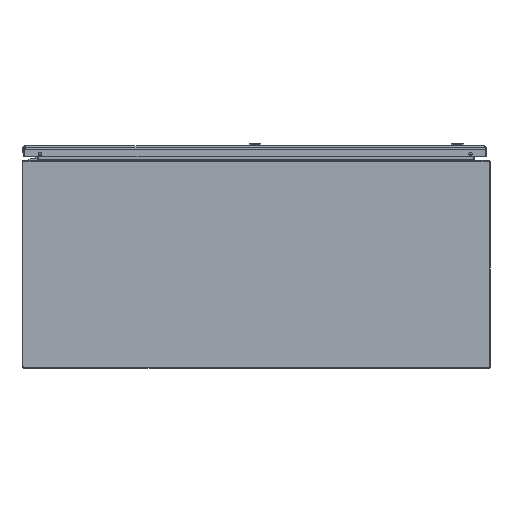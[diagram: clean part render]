
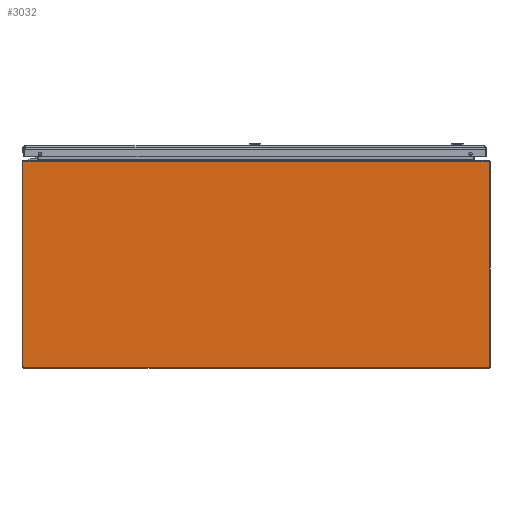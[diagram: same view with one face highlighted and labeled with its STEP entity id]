
A CAD part, front view. The second image highlights one B-rep face of the part: STEP entity #3032.
In plain terms, the highlighted planar face has unit normal (0, -1, 0).
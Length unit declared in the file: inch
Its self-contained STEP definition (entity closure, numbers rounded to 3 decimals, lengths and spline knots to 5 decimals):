
#1076 = DIRECTION ( 'NONE',  ( 0., -1., 0. ) ) ;
#1818 = ORIENTED_EDGE ( 'NONE', *, *, #34757, .T. ) ;
#3032 = ADVANCED_FACE ( 'NONE', ( #113502 ), #49249, .T. ) ;
#4044 = CARTESIAN_POINT ( 'NONE',  ( -16.81836, -36., 7.91 ) ) ;
#4267 = VERTEX_POINT ( 'NONE', #52865 ) ;
#6458 = CARTESIAN_POINT ( 'NONE',  ( 17.907, -36., -7.937 ) ) ;
#11858 = CIRCLE ( 'NONE', #138241, 0.08 ) ;
#13018 = CARTESIAN_POINT ( 'NONE',  ( 16.82312, -36., 7.937 ) ) ;
#13703 = VERTEX_POINT ( 'NONE', #165476 ) ;
#13881 = ORIENTED_EDGE ( 'NONE', *, *, #78525, .T. ) ;
#14328 = CARTESIAN_POINT ( 'NONE',  ( -17.907, -36., -7.937 ) ) ;
#14393 = CARTESIAN_POINT ( 'NONE',  ( 16.81836, -36., 7.91 ) ) ;
#15415 = DIRECTION ( 'NONE',  ( 1., 0., 0. ) ) ;
#16716 = DIRECTION ( 'NONE',  ( 0., 0., -1. ) ) ;
#17412 = DIRECTION ( 'NONE',  ( -1., 0., 0. ) ) ;
#17758 = VERTEX_POINT ( 'NONE', #6458 ) ;
#20177 = ORIENTED_EDGE ( 'NONE', *, *, #79555, .F. ) ;
#20335 = CARTESIAN_POINT ( 'NONE',  ( 16.8136, -36., 7.883 ) ) ;
#21000 = VECTOR ( 'NONE', #198853, 39.37008 ) ;
#23707 = VERTEX_POINT ( 'NONE', #13018 ) ;
#24581 = CIRCLE ( 'NONE', #113522, 0.08 ) ;
#30005 = VERTEX_POINT ( 'NONE', #108593 ) ;
#30024 = ORIENTED_EDGE ( 'NONE', *, *, #104525, .T. ) ;
#30247 = ORIENTED_EDGE ( 'NONE', *, *, #48443, .T. ) ;
#33611 = LINE ( 'NONE', #14393, #86385 ) ;
#34757 = EDGE_CURVE ( 'NONE', #147064, #13703, #40006, .T. ) ;
#36737 = CARTESIAN_POINT ( 'NONE',  ( -16.80579, -36., 7.883 ) ) ;
#40006 = LINE ( 'NONE', #153490, #181358 ) ;
#41036 = VERTEX_POINT ( 'NONE', #67647 ) ;
#41182 = EDGE_CURVE ( 'NONE', #147064, #133702, #194627, .T. ) ;
#42562 = CARTESIAN_POINT ( 'NONE',  ( -16.82312, -36., 7.937 ) ) ;
#46187 = DIRECTION ( 'NONE',  ( -1., 0., 0. ) ) ;
#48443 = EDGE_CURVE ( 'NONE', #85810, #17758, #146010, .T. ) ;
#49249 = PLANE ( 'NONE',  #169264 ) ;
#50522 = ORIENTED_EDGE ( 'NONE', *, *, #41182, .F. ) ;
#51713 = CARTESIAN_POINT ( 'NONE',  ( -17.937, -36., 7.857 ) ) ;
#52865 = CARTESIAN_POINT ( 'NONE',  ( -16.798, -36., 7.883 ) ) ;
#54161 = ORIENTED_EDGE ( 'NONE', *, *, #63479, .F. ) ;
#57366 = LINE ( 'NONE', #106610, #169284 ) ;
#57454 = DIRECTION ( 'NONE',  ( 0., 0., -1. ) ) ;
#58409 = VERTEX_POINT ( 'NONE', #164234 ) ;
#59590 = CARTESIAN_POINT ( 'NONE',  ( -17.857, -36., 7.857 ) ) ;
#60363 = ORIENTED_EDGE ( 'NONE', *, *, #186700, .T. ) ;
#60696 = LINE ( 'NONE', #74632, #85604 ) ;
#61925 = DIRECTION ( 'NONE',  ( 0., 1., 0. ) ) ;
#63479 = EDGE_CURVE ( 'NONE', #85810, #162345, #82652, .T. ) ;
#64385 = CARTESIAN_POINT ( 'NONE',  ( 16.80579, -36., 7.883 ) ) ;
#64734 = CARTESIAN_POINT ( 'NONE',  ( -17.937, -36., 0. ) ) ;
#67647 = CARTESIAN_POINT ( 'NONE',  ( 16.798, -36., 7.883 ) ) ;
#74632 = CARTESIAN_POINT ( 'NONE',  ( 0., -36., 7.883 ) ) ;
#77519 = DIRECTION ( 'NONE',  ( 0., 0., -1. ) ) ;
#78525 = EDGE_CURVE ( 'NONE', #102681, #162345, #211358, .T. ) ;
#79555 = EDGE_CURVE ( 'NONE', #155092, #17758, #142218, .T. ) ;
#81482 = LINE ( 'NONE', #64385, #170608 ) ;
#81643 = LINE ( 'NONE', #199327, #151644 ) ;
#82652 = CIRCLE ( 'NONE', #99549, 0.03 ) ;
#82950 = ORIENTED_EDGE ( 'NONE', *, *, #130214, .T. ) ;
#85604 = VECTOR ( 'NONE', #156004, 39.37008 ) ;
#85810 = VERTEX_POINT ( 'NONE', #14328 ) ;
#86304 = EDGE_CURVE ( 'NONE', #95826, #41036, #81482, .T. ) ;
#86385 = VECTOR ( 'NONE', #97850, 39.37008 ) ;
#89554 = EDGE_CURVE ( 'NONE', #133702, #4267, #183400, .T. ) ;
#92169 = ORIENTED_EDGE ( 'NONE', *, *, #208913, .T. ) ;
#95826 = VERTEX_POINT ( 'NONE', #20335 ) ;
#97850 = DIRECTION ( 'NONE',  ( -0.174, 0., -0.985 ) ) ;
#99549 = AXIS2_PLACEMENT_3D ( 'NONE', #110991, #145203, #16716 ) ;
#99717 = CARTESIAN_POINT ( 'NONE',  ( -16.8136, -36., 7.883 ) ) ;
#102681 = VERTEX_POINT ( 'NONE', #51713 ) ;
#103357 = EDGE_LOOP ( 'NONE', ( #1818, #30024, #13881, #54161, #30247, #20177, #182480, #60363, #208800, #92169, #148477, #82950, #191418, #50522 ) ) ;
#104525 = EDGE_CURVE ( 'NONE', #13703, #102681, #11858, .T. ) ;
#106314 = VECTOR ( 'NONE', #15415, 39.37008 ) ;
#106610 = CARTESIAN_POINT ( 'NONE',  ( 17.937, -36., 0. ) ) ;
#108593 = CARTESIAN_POINT ( 'NONE',  ( 17.937, -36., 7.857 ) ) ;
#110991 = CARTESIAN_POINT ( 'NONE',  ( -17.907, -36., -7.907 ) ) ;
#111546 = AXIS2_PLACEMENT_3D ( 'NONE', #159333, #61925, #144312 ) ;
#111744 = CARTESIAN_POINT ( 'NONE',  ( 17.857, -36., 7.857 ) ) ;
#113502 = FACE_OUTER_BOUND ( 'NONE', #103357, .T. ) ;
#113522 = AXIS2_PLACEMENT_3D ( 'NONE', #111744, #196231, #77519 ) ;
#114578 = CARTESIAN_POINT ( 'NONE',  ( 0., -36., 0. ) ) ;
#118157 = CARTESIAN_POINT ( 'NONE',  ( 0., -36., -7.937 ) ) ;
#121736 = DIRECTION ( 'NONE',  ( 0., -1., 0. ) ) ;
#129978 = DIRECTION ( 'NONE',  ( 1., 0., 0. ) ) ;
#130214 = EDGE_CURVE ( 'NONE', #41036, #4267, #60696, .T. ) ;
#131882 = VECTOR ( 'NONE', #210305, 39.37008 ) ;
#133702 = VERTEX_POINT ( 'NONE', #99717 ) ;
#134047 = VECTOR ( 'NONE', #129978, 39.37008 ) ;
#135671 = EDGE_CURVE ( 'NONE', #155092, #30005, #57366, .T. ) ;
#138241 = AXIS2_PLACEMENT_3D ( 'NONE', #59590, #121736, #57454 ) ;
#138916 = CARTESIAN_POINT ( 'NONE',  ( -17.937, -36., -7.907 ) ) ;
#142218 = CIRCLE ( 'NONE', #111546, 0.03 ) ;
#144312 = DIRECTION ( 'NONE',  ( 0., 0., -1. ) ) ;
#145203 = DIRECTION ( 'NONE',  ( 0., 1., 0. ) ) ;
#146010 = LINE ( 'NONE', #118157, #134047 ) ;
#147064 = VERTEX_POINT ( 'NONE', #42562 ) ;
#148477 = ORIENTED_EDGE ( 'NONE', *, *, #86304, .T. ) ;
#151644 = VECTOR ( 'NONE', #17412, 39.37008 ) ;
#153490 = CARTESIAN_POINT ( 'NONE',  ( 0., -36., 7.937 ) ) ;
#155092 = VERTEX_POINT ( 'NONE', #186841 ) ;
#156004 = DIRECTION ( 'NONE',  ( -1., 0., 0. ) ) ;
#159333 = CARTESIAN_POINT ( 'NONE',  ( 17.907, -36., -7.907 ) ) ;
#162345 = VERTEX_POINT ( 'NONE', #138916 ) ;
#164234 = CARTESIAN_POINT ( 'NONE',  ( 17.857, -36., 7.937 ) ) ;
#164809 = DIRECTION ( 'NONE',  ( 0., 0., -1. ) ) ;
#165476 = CARTESIAN_POINT ( 'NONE',  ( -17.857, -36., 7.937 ) ) ;
#169264 = AXIS2_PLACEMENT_3D ( 'NONE', #114578, #1076, #164809 ) ;
#169284 = VECTOR ( 'NONE', #200832, 39.37008 ) ;
#170608 = VECTOR ( 'NONE', #46187, 39.37008 ) ;
#171641 = DIRECTION ( 'NONE',  ( -1., 0., 0. ) ) ;
#181358 = VECTOR ( 'NONE', #171641, 39.37008 ) ;
#182480 = ORIENTED_EDGE ( 'NONE', *, *, #135671, .T. ) ;
#183400 = LINE ( 'NONE', #36737, #106314 ) ;
#186700 = EDGE_CURVE ( 'NONE', #30005, #58409, #24581, .T. ) ;
#186841 = CARTESIAN_POINT ( 'NONE',  ( 17.937, -36., -7.907 ) ) ;
#191418 = ORIENTED_EDGE ( 'NONE', *, *, #89554, .F. ) ;
#194627 = LINE ( 'NONE', #4044, #21000 ) ;
#196231 = DIRECTION ( 'NONE',  ( 0., -1., 0. ) ) ;
#198853 = DIRECTION ( 'NONE',  ( 0.174, 0., -0.985 ) ) ;
#199327 = CARTESIAN_POINT ( 'NONE',  ( 0., -36., 7.937 ) ) ;
#200832 = DIRECTION ( 'NONE',  ( 0., 0., 1. ) ) ;
#204238 = EDGE_CURVE ( 'NONE', #58409, #23707, #81643, .T. ) ;
#208800 = ORIENTED_EDGE ( 'NONE', *, *, #204238, .T. ) ;
#208913 = EDGE_CURVE ( 'NONE', #23707, #95826, #33611, .T. ) ;
#210305 = DIRECTION ( 'NONE',  ( 0., 0., -1. ) ) ;
#211358 = LINE ( 'NONE', #64734, #131882 ) ;
